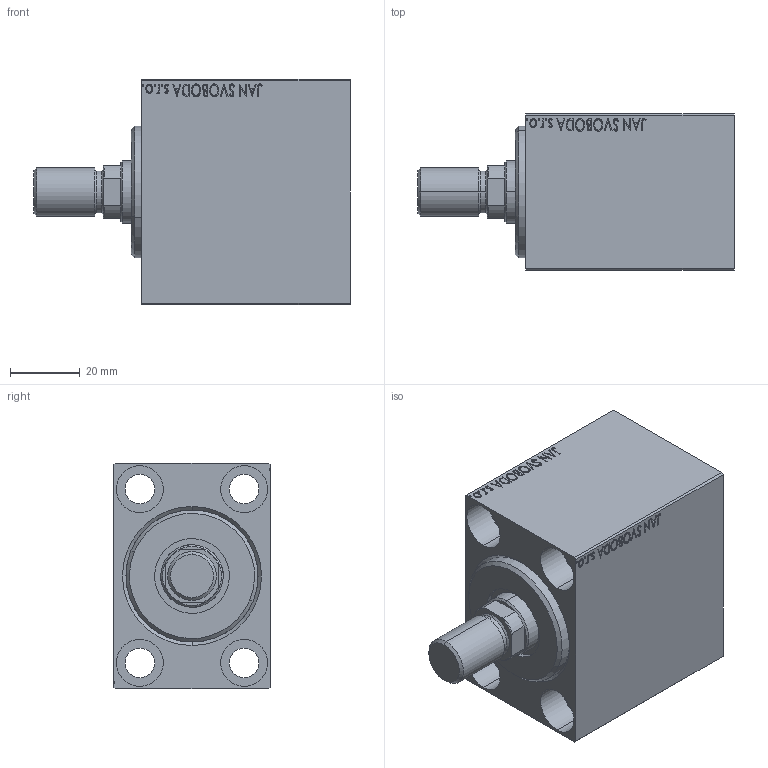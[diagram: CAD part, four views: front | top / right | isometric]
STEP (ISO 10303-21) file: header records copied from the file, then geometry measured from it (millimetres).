
FILE_DESCRIPTION (( 'STEP AP203' ), '1' );
FILE_NAME ('ce05.STEP', '2022-04-17T02:38:36', ( '' ), ( '' ), 'SwSTEP 2.0', 'SolidWorks 2019', '' );
FILE_SCHEMA (( 'CONFIG_CONTROL_DESIGN' ));
Length unit declared in the file: millimetre
Products named in the file (5): V450CM_C_Body dac49435f79c979b7f584093e1622fb8; V450CM_C_VCP dac49435f79c979b7f584093e1622fb8; ce05; V450CM_MALE_METRIC dac49435f79c979b7f584093e1622fb8; V450CM_VC_B dac49435f79c979b7f584093e1622fb8
Assembly tree (4 placements, depth 2):
  ce05
    V450CM_C_Body dac49435f79c979b7f584093e1622fb8
    V450CM_C_VCP dac49435f79c979b7f584093e1622fb8
    V450CM_VC_B dac49435f79c979b7f584093e1622fb8
    V450CM_MALE_METRIC dac49435f79c979b7f584093e1622fb8
Bounding box: 91 x 45 x 65 mm (x, y, z)
Volume: 156310.9 mm3; surface area: 39391.7 mm2
Topology: 4 solids, 4 shells, 876 faces, 2233 edges, 1479 vertices
Faces by surface type: plane 412, bspline 380, cylinder 64, cone 18, torus 2
Entity records: 44408 total; most frequent: CARTESIAN_POINT 25149, ORIENTED_EDGE 4462, DIRECTION 2617, EDGE_CURVE 2231, VERTEX_POINT 1479, VECTOR 1311, LINE 1311, EDGE_LOOP 1004
